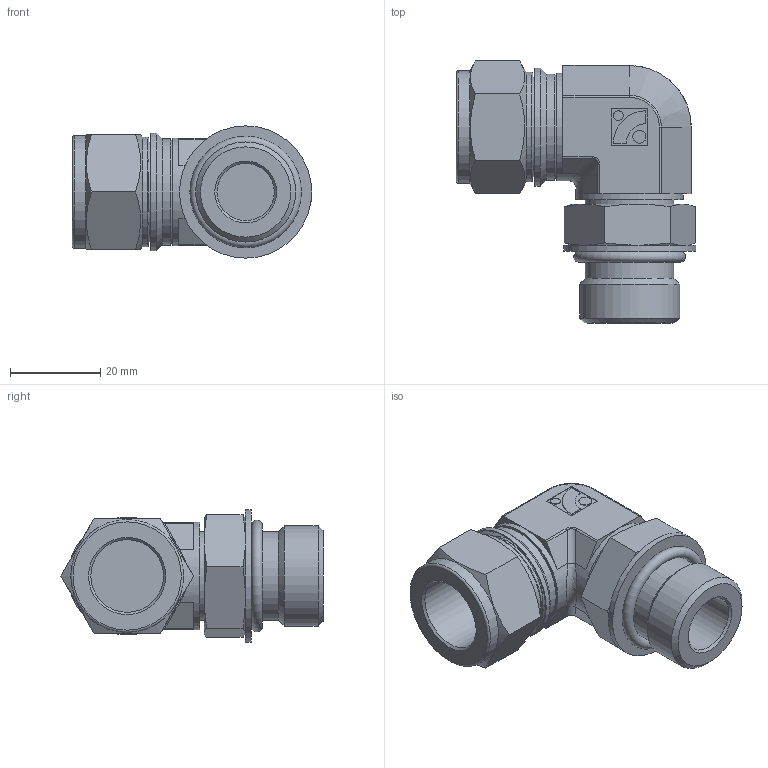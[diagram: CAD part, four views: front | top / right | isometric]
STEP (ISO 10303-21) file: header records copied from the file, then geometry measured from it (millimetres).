
FILE_DESCRIPTION(/* description */ (''),/* implementation_level */ '2;1');
FILE_NAME(/* name */ 'SPMEI-10-10U.stp',/* time_stamp */ '2022-06-01T16:58:47+09:00',/* author */ ('user'),/* organization */ (''),/* preprocessor_version */ 'ST-DEVELOPER v18.1',/* originating_system */ 'Autodesk Inventor 2022',/* authorisation */ '');
FILE_SCHEMA (('AUTOMOTIVE_DESIGN { 1 0 10303 214 3 1 1 }'));
Length unit declared in the file: millimetre
Products named in the file (1): SPMEI-10-10U
Bounding box: 53.08 x 58.06 x 29.3 mm (x, y, z)
Volume: 29951.3 mm3; surface area: 12411.2 mm2
Topology: 2 solids, 2 shells, 125 faces, 267 edges, 159 vertices
Faces by surface type: plane 55, cylinder 32, cone 28, torus 7, bspline 3
Full cylindrical faces by diameter (mm): 2.16 x1, 2.88 x1, 12.7 x1, 16.1 x1, 19.6 x2, 20.4 x1, 20.7 x1, 20.8 x1, 22.18 x1, 22.22 x1, 23.5 x1, 23.8 x2, 24.3 x1, 25 x1, 26.1 x1, 29.3 x1
Entity records: 3431 total; most frequent: CARTESIAN_POINT 701, DIRECTION 592, ORIENTED_EDGE 534, EDGE_CURVE 267, AXIS2_PLACEMENT_3D 238, VERTEX_POINT 159, EDGE_LOOP 140, FACE_OUTER_BOUND 125
